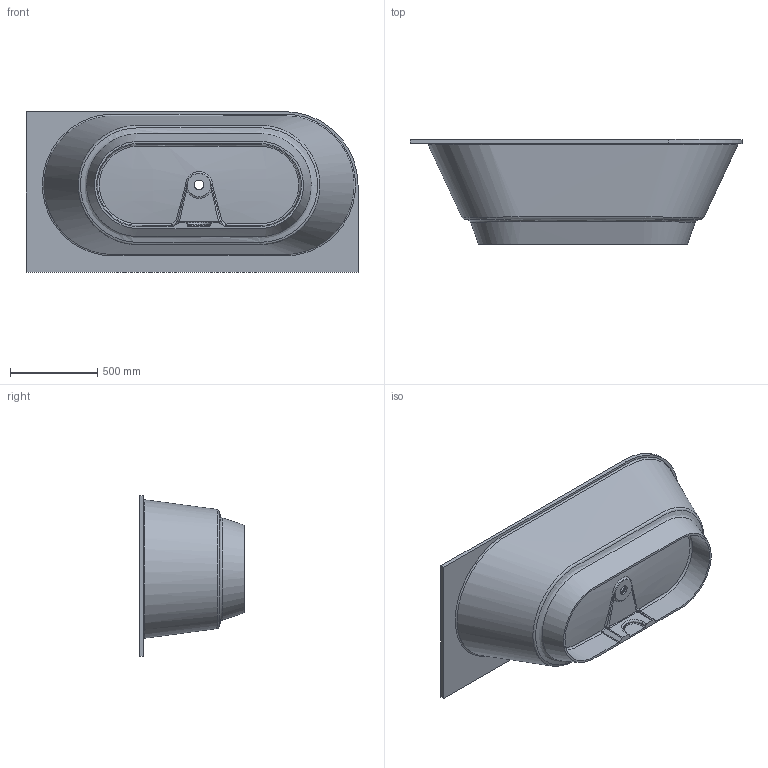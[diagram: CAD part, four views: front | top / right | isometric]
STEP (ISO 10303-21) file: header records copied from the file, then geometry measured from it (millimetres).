
FILE_DESCRIPTION (( 'STEP AP214' ), '1' );
FILE_NAME ('Layla R.STEP', '2024-04-17T08:44:25', ( 'User Windows' ), ( '' ), 'SwSTEP 2.0', 'SolidWorks 2020', '' );
FILE_SCHEMA (( 'AUTOMOTIVE_DESIGN' ));
Length unit declared in the file: millimetre
Products named in the file (1): Layla R
Bounding box: 1900 x 600 x 920 mm (x, y, z)
Volume: 83251522.2 mm3; surface area: 6978226.2 mm2
Topology: 1 solids, 1 shells, 111 faces, 282 edges, 177 vertices
Faces by surface type: bspline 56, plane 28, cylinder 18, sphere 4, torus 3, cone 2
Full cylindrical faces by diameter (mm): 55 x1
Entity records: 20879 total; most frequent: CARTESIAN_POINT 18690, ORIENTED_EDGE 534, DIRECTION 304, EDGE_CURVE 267, VERTEX_POINT 171, EDGE_LOOP 128, B_SPLINE_CURVE_WITH_KNOTS 127, FACE_OUTER_BOUND 119
